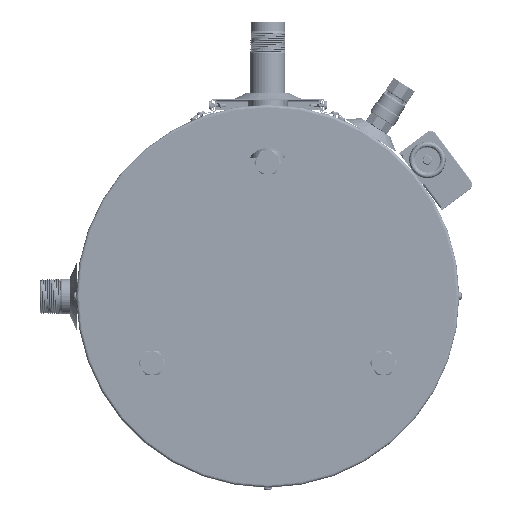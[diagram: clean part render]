
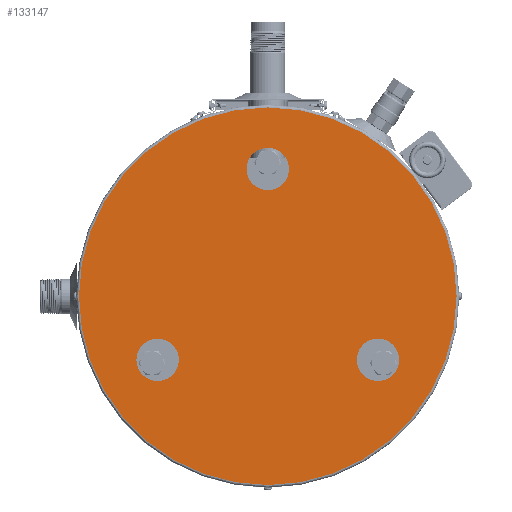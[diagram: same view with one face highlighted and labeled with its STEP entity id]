
A CAD part, front view. The second image highlights one B-rep face of the part: STEP entity #133147.
In plain terms, the highlighted planar face has unit normal (0, -1, 0).
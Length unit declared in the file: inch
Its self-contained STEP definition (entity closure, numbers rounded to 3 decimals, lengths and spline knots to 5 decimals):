
#1204 = CIRCLE ( 'NONE', #50957, 8.905 ) ;
#8575 = EDGE_LOOP ( 'NONE', ( #12909 ) ) ;
#12909 = ORIENTED_EDGE ( 'NONE', *, *, #66603, .T. ) ;
#14858 = CARTESIAN_POINT ( 'NONE',  ( 5.19615, -0.53, -3. ) ) ;
#18940 = VERTEX_POINT ( 'NONE', #85637 ) ;
#22185 = FACE_BOUND ( 'NONE', #8575, .T. ) ;
#28666 = EDGE_CURVE ( 'NONE', #109117, #109117, #112362, .T. ) ;
#30993 = AXIS2_PLACEMENT_3D ( 'NONE', #142520, #95814, #96521 ) ;
#31759 = CIRCLE ( 'NONE', #48376, 1. ) ;
#34964 = CARTESIAN_POINT ( 'NONE',  ( 0., -0.53, 6. ) ) ;
#35437 = ORIENTED_EDGE ( 'NONE', *, *, #62806, .T. ) ;
#35563 = FACE_BOUND ( 'NONE', #105654, .T. ) ;
#39174 = VERTEX_POINT ( 'NONE', #47357 ) ;
#47357 = CARTESIAN_POINT ( 'NONE',  ( 8.905, -0.53, 0. ) ) ;
#48376 = AXIS2_PLACEMENT_3D ( 'NONE', #14858, #60101, #117140 ) ;
#50957 = AXIS2_PLACEMENT_3D ( 'NONE', #145632, #99634, #144901 ) ;
#56319 = DIRECTION ( 'NONE',  ( 0., 1., 0. ) ) ;
#60101 = DIRECTION ( 'NONE',  ( 0., 1., 0. ) ) ;
#60548 = AXIS2_PLACEMENT_3D ( 'NONE', #137779, #56319, #91892 ) ;
#62806 = EDGE_CURVE ( 'NONE', #39174, #39174, #1204, .T. ) ;
#64992 = VERTEX_POINT ( 'NONE', #144351 ) ;
#66603 = EDGE_CURVE ( 'NONE', #64992, #64992, #116141, .T. ) ;
#70369 = PLANE ( 'NONE',  #60548 ) ;
#74184 = DIRECTION ( 'NONE',  ( 0., 1., 0. ) ) ;
#85254 = DIRECTION ( 'NONE',  ( -1., 0., 0. ) ) ;
#85637 = CARTESIAN_POINT ( 'NONE',  ( 4.19615, -0.53, -3. ) ) ;
#88415 = ORIENTED_EDGE ( 'NONE', *, *, #143292, .T. ) ;
#91892 = DIRECTION ( 'NONE',  ( -1., 0., 0. ) ) ;
#95814 = DIRECTION ( 'NONE',  ( 0., 1., 0. ) ) ;
#96521 = DIRECTION ( 'NONE',  ( -1., 0., 0. ) ) ;
#99634 = DIRECTION ( 'NONE',  ( 0., -1., 0. ) ) ;
#101983 = ORIENTED_EDGE ( 'NONE', *, *, #28666, .T. ) ;
#105654 = EDGE_LOOP ( 'NONE', ( #101983 ) ) ;
#109117 = VERTEX_POINT ( 'NONE', #145429 ) ;
#112362 = CIRCLE ( 'NONE', #143231, 1. ) ;
#112599 = FACE_OUTER_BOUND ( 'NONE', #142089, .T. ) ;
#114065 = FACE_BOUND ( 'NONE', #116338, .T. ) ;
#116141 = CIRCLE ( 'NONE', #30993, 1. ) ;
#116338 = EDGE_LOOP ( 'NONE', ( #88415 ) ) ;
#117140 = DIRECTION ( 'NONE',  ( -1., 0., 0. ) ) ;
#133147 = ADVANCED_FACE ( 'NONE', ( #114065, #22185, #35563, #112599 ), #70369, .F. ) ;
#137779 = CARTESIAN_POINT ( 'NONE',  ( 0., -0.53, 0. ) ) ;
#142089 = EDGE_LOOP ( 'NONE', ( #35437 ) ) ;
#142520 = CARTESIAN_POINT ( 'NONE',  ( -5.19615, -0.53, -3. ) ) ;
#143231 = AXIS2_PLACEMENT_3D ( 'NONE', #34964, #74184, #85254 ) ;
#143292 = EDGE_CURVE ( 'NONE', #18940, #18940, #31759, .T. ) ;
#144351 = CARTESIAN_POINT ( 'NONE',  ( -6.19615, -0.53, -3. ) ) ;
#144901 = DIRECTION ( 'NONE',  ( 1., 0., 0. ) ) ;
#145429 = CARTESIAN_POINT ( 'NONE',  ( -1., -0.53, 6. ) ) ;
#145632 = CARTESIAN_POINT ( 'NONE',  ( 0., -0.53, 0. ) ) ;
